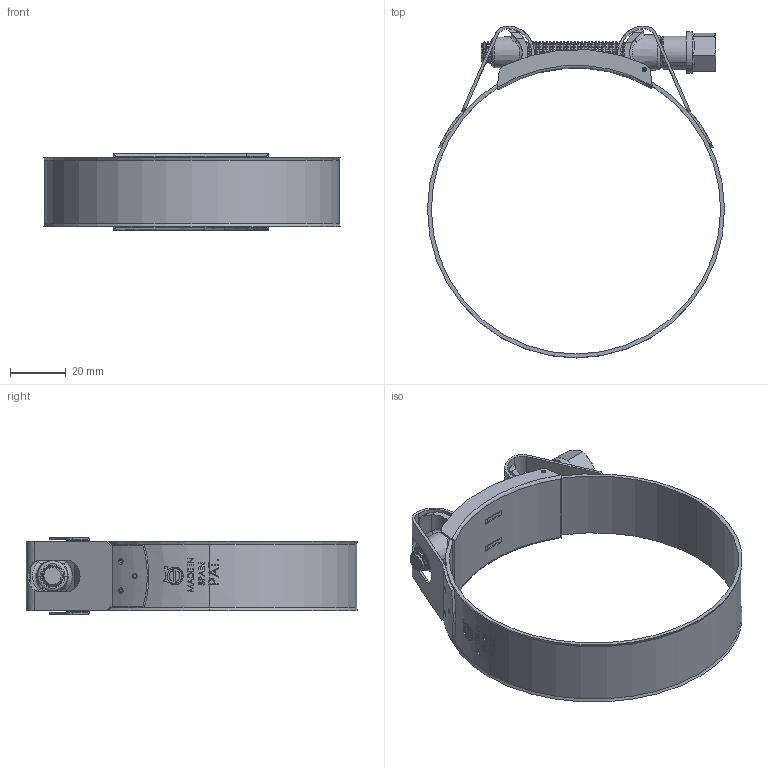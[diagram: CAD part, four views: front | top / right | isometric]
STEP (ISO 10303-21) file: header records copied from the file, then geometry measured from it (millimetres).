
FILE_DESCRIPTION (( 'STEP AP214' ), '1' );
FILE_NAME ('MK-03019231.STEP', '2018-09-10T12:01:44', ( '' ), ( '' ), 'SwSTEP 2.0', 'SolidWorks 2018', '' );
FILE_SCHEMA (( 'AUTOMOTIVE_DESIGN' ));
Length unit declared in the file: millimetre
Products named in the file (1): MK-03019231
Bounding box: 106.8 x 119.31 x 27.6 mm (x, y, z)
Volume: 20123.6 mm3; surface area: 32902.5 mm2
Topology: 5 solids, 5 shells, 816 faces, 2190 edges, 1439 vertices
Faces by surface type: plane 272, bspline 247, cylinder 231, cone 27, torus 27, sphere 12
Entity records: 71159 total; most frequent: CARTESIAN_POINT 44454, ORIENTED_EDGE 4368, DIRECTION 2618, EDGE_CURVE 2184, VERTEX_POINT 1437, AXIS2_PLACEMENT_3D 951, B_SPLINE_CURVE_WITH_KNOTS 893, EDGE_LOOP 887
